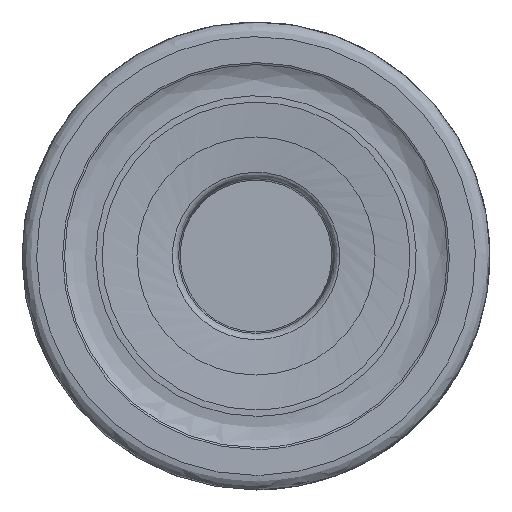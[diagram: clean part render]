
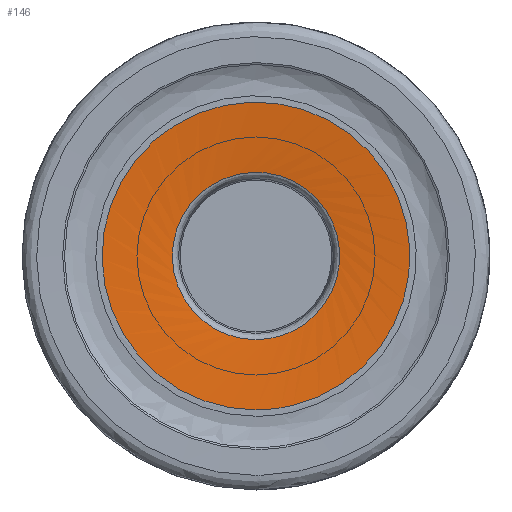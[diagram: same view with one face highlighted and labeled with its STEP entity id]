
A CAD part, left-side view. The second image highlights one B-rep face of the part: STEP entity #146.
In plain terms, the highlighted face is a revolution surface.
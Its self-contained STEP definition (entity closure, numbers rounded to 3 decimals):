
#41=B_SPLINE_CURVE_WITH_KNOTS('',3,(#835,#836,#837,#838,#839,#840,#841,
#842,#843,#844),.UNSPECIFIED.,.F.,.F.,(4,2,2,2,4),(0.,0.25,0.5,0.75,1.),
 .UNSPECIFIED.);
#81=SURFACE_OF_REVOLUTION('',#41,#102);
#102=AXIS1_PLACEMENT('',#845,#572);
#146=ADVANCED_FACE('',(#205,#206),#81,.T.);
#205=FACE_BOUND('',#267,.T.);
#206=FACE_BOUND('',#268,.T.);
#267=EDGE_LOOP('',(#329));
#268=EDGE_LOOP('',(#330));
#329=ORIENTED_EDGE('',*,*,#396,.F.);
#330=ORIENTED_EDGE('',*,*,#395,.T.);
#364=VERTEX_POINT('',#818);
#365=VERTEX_POINT('',#834);
#395=EDGE_CURVE('',#364,#364,#426,.T.);
#396=EDGE_CURVE('',#365,#365,#427,.T.);
#426=CIRCLE('',#469,4.469);
#427=CIRCLE('',#470,8.221);
#469=AXIS2_PLACEMENT_3D('',#817,#567,#568);
#470=AXIS2_PLACEMENT_3D('',#833,#570,#571);
#567=DIRECTION('',(1.,0.,0.));
#568=DIRECTION('',(0.,0.,-1.));
#570=DIRECTION('',(1.,0.,0.));
#571=DIRECTION('',(0.,0.,-1.));
#572=DIRECTION('',(1.,0.,0.));
#817=CARTESIAN_POINT('',(0.761,0.,0.));
#818=CARTESIAN_POINT('',(0.761,0.,-4.469));
#833=CARTESIAN_POINT('',(0.408,0.,0.));
#834=CARTESIAN_POINT('',(0.408,0.,-8.221));
#835=CARTESIAN_POINT('',(0.761,-3.89,2.201));
#836=CARTESIAN_POINT('',(0.726,-4.244,2.116));
#837=CARTESIAN_POINT('',(0.699,-4.598,2.03));
#838=CARTESIAN_POINT('',(0.644,-5.306,1.859));
#839=CARTESIAN_POINT('',(0.618,-5.66,1.773));
#840=CARTESIAN_POINT('',(0.556,-6.368,1.602));
#841=CARTESIAN_POINT('',(0.523,-6.721,1.517));
#842=CARTESIAN_POINT('',(0.464,-7.429,1.345));
#843=CARTESIAN_POINT('',(0.439,-7.783,1.259));
#844=CARTESIAN_POINT('',(0.408,-8.137,1.174));
#845=CARTESIAN_POINT('',(0.,0.,0.));
